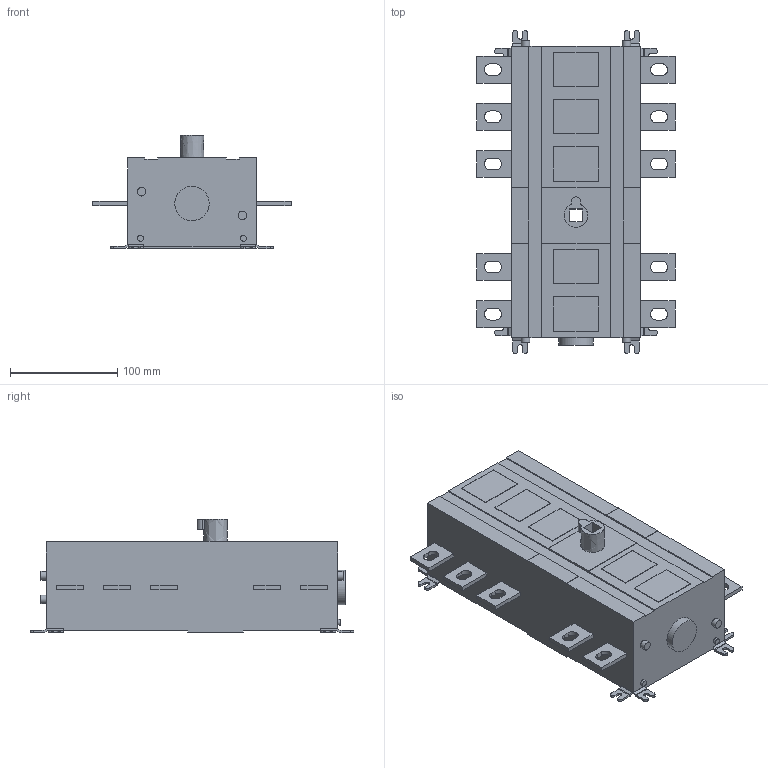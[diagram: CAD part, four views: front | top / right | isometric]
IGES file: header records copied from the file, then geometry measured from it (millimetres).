
Global section: file name: OT315E32_PALIKKAMALLI.igs; preprocessor: I-DEAS 3D IGES Translator 11; date: 20091106.150438; units: millimetre
Bounding box: 185 x 302 x 105.5 mm (x, y, z)
Volume: 2726866.7 mm3; surface area: 162524.6 mm2
Topology: 1 solids, 1 shells, 439 faces, 1185 edges, 784 vertices
Faces by surface type: bspline 439
